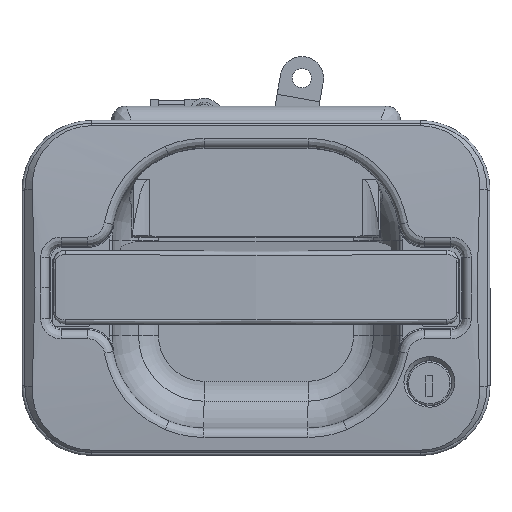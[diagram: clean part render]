
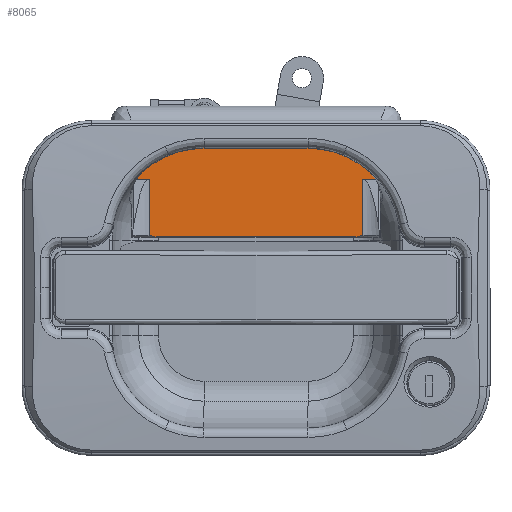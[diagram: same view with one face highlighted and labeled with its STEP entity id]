
A CAD part, top view. The second image highlights one B-rep face of the part: STEP entity #8065.
In plain terms, the highlighted planar face has unit normal (0, 0, 1).
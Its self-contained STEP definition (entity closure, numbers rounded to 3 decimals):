
#1085 = VERTEX_POINT ( 'NONE', #12898 ) ;
#1086 = VERTEX_POINT ( 'NONE', #12899 ) ;
#1087 = VERTEX_POINT ( 'NONE', #12900 ) ;
#1088 = VERTEX_POINT ( 'NONE', #12901 ) ;
#1089 = VERTEX_POINT ( 'NONE', #12902 ) ;
#1090 = VERTEX_POINT ( 'NONE', #12903 ) ;
#1091 = VERTEX_POINT ( 'NONE', #12904 ) ;
#1092 = VERTEX_POINT ( 'NONE', #12905 ) ;
#1093 = VERTEX_POINT ( 'NONE', #12906 ) ;
#1094 = VERTEX_POINT ( 'NONE', #12907 ) ;
#1095 = VERTEX_POINT ( 'NONE', #12908 ) ;
#1096 = VERTEX_POINT ( 'NONE', #12909 ) ;
#1097 = VERTEX_POINT ( 'NONE', #12910 ) ;
#1098 = VERTEX_POINT ( 'NONE', #12911 ) ;
#2206 = ORIENTED_EDGE ( 'NONE', *, *, #43019, .T. ) ;
#2209 = ORIENTED_EDGE ( 'NONE', *, *, #43020, .T. ) ;
#2210 = ORIENTED_EDGE ( 'NONE', *, *, #43018, .T. ) ;
#2211 = ORIENTED_EDGE ( 'NONE', *, *, #43021, .T. ) ;
#2212 = ORIENTED_EDGE ( 'NONE', *, *, #43022, .F. ) ;
#2213 = ORIENTED_EDGE ( 'NONE', *, *, #43023, .T. ) ;
#2214 = ORIENTED_EDGE ( 'NONE', *, *, #43024, .T. ) ;
#2215 = ORIENTED_EDGE ( 'NONE', *, *, #43049, .F. ) ;
#2216 = ORIENTED_EDGE ( 'NONE', *, *, #43052, .T. ) ;
#2217 = ORIENTED_EDGE ( 'NONE', *, *, #43051, .F. ) ;
#2218 = ORIENTED_EDGE ( 'NONE', *, *, #43054, .F. ) ;
#2219 = ORIENTED_EDGE ( 'NONE', *, *, #43053, .T. ) ;
#2220 = ORIENTED_EDGE ( 'NONE', *, *, #43055, .T. ) ;
#2221 = ORIENTED_EDGE ( 'NONE', *, *, #43058, .T. ) ;
#6919 = EDGE_LOOP ( 'NONE', ( #2206, #2210, #2209, #2211, #2212, #2213, #2214, #2215, #2216, #2217, #2218, #2219, #2220, #2221 ) ) ;
#8065 = ADVANCED_FACE ( 'NONE', ( #18854 ), #19629, .T. ) ;
#12898 = CARTESIAN_POINT ( 'NONE',  ( -37., 3.6, 1.25 ) ) ;
#12899 = CARTESIAN_POINT ( 'NONE',  ( -37., -15.9, 1.25 ) ) ;
#12900 = CARTESIAN_POINT ( 'NONE',  ( -33.798, -16.4, 1.25 ) ) ;
#12901 = CARTESIAN_POINT ( 'NONE',  ( 33.798, -16.4, 1.25 ) ) ;
#12902 = CARTESIAN_POINT ( 'NONE',  ( 37., -15.9, 1.25 ) ) ;
#12903 = CARTESIAN_POINT ( 'NONE',  ( 37., 3.6, 1.25 ) ) ;
#12904 = CARTESIAN_POINT ( 'NONE',  ( 42.5, 3.6, 1.25 ) ) ;
#12905 = CARTESIAN_POINT ( 'NONE',  ( 43., -1.425, 1.25 ) ) ;
#12906 = CARTESIAN_POINT ( 'NONE',  ( 43., 16.4, 1.25 ) ) ;
#12907 = CARTESIAN_POINT ( 'NONE',  ( 33., 26.4, 1.25 ) ) ;
#12908 = CARTESIAN_POINT ( 'NONE',  ( -33., 26.4, 1.25 ) ) ;
#12909 = CARTESIAN_POINT ( 'NONE',  ( -43., 16.4, 1.25 ) ) ;
#12910 = CARTESIAN_POINT ( 'NONE',  ( -43., -1.425, 1.25 ) ) ;
#12911 = CARTESIAN_POINT ( 'NONE',  ( -42.5, 3.6, 1.25 ) ) ;
#17956 = AXIS2_PLACEMENT_3D ( 'NONE', #19630, #19631, #19632 ) ;
#18854 = FACE_OUTER_BOUND ( 'NONE', #6919, .T. ) ;
#19629 = PLANE ( 'NONE',  #17956 ) ;
#19630 = CARTESIAN_POINT ( 'NONE',  ( 0.013, -82.886, 1.25 ) ) ;
#19631 = DIRECTION ( 'NONE',  ( 0., 0., 1. ) ) ;
#19632 = DIRECTION ( 'NONE',  ( 1., 0., 0. ) ) ;
#38130 = B_SPLINE_CURVE_WITH_KNOTS ( 'NONE', 3,
 ( #39707, #39708, #39709, #39710, #39711, #39712, #39713, #39714 ),
 .UNSPECIFIED., .F., .F.,
 ( 4, 2, 2, 4 ),
 ( 0., 0.002, 0.002, 0.003 ),
 .UNSPECIFIED. ) ;
#38131 = B_SPLINE_CURVE_WITH_KNOTS ( 'NONE', 3,
 ( #39719, #39720, #39721, #39722, #39723, #39724, #39725, #39726 ),
 .UNSPECIFIED., .F., .F.,
 ( 4, 2, 2, 4 ),
 ( 0., 0.001, 0.002, 0.003 ),
 .UNSPECIFIED. ) ;
#38399 = LINE ( 'NONE', #39715, #39902 ) ;
#38400 = LINE ( 'NONE', #39717, #39903 ) ;
#38401 = LINE ( 'NONE', #39727, #39904 ) ;
#38402 = LINE ( 'NONE', #39729, #39905 ) ;
#38418 = LINE ( 'NONE', #39794, #39939 ) ;
#38419 = LINE ( 'NONE', #39799, #39941 ) ;
#38420 = LINE ( 'NONE', #39804, #39943 ) ;
#38423 = LINE ( 'NONE', #39817, #39949 ) ;
#39707 = CARTESIAN_POINT ( 'NONE',  ( -37., -15.9, 1.25 ) ) ;
#39708 = CARTESIAN_POINT ( 'NONE',  ( -36.472, -16.018, 1.25 ) ) ;
#39709 = CARTESIAN_POINT ( 'NONE',  ( -35.944, -16.137, 1.25 ) ) ;
#39710 = CARTESIAN_POINT ( 'NONE',  ( -35.145, -16.278, 1.25 ) ) ;
#39711 = CARTESIAN_POINT ( 'NONE',  ( -34.877, -16.32, 1.25 ) ) ;
#39712 = CARTESIAN_POINT ( 'NONE',  ( -34.339, -16.38, 1.25 ) ) ;
#39713 = CARTESIAN_POINT ( 'NONE',  ( -34.07, -16.4, 1.25 ) ) ;
#39714 = CARTESIAN_POINT ( 'NONE',  ( -33.798, -16.4, 1.25 ) ) ;
#39715 = CARTESIAN_POINT ( 'NONE',  ( -37., 3.6, 1.25 ) ) ;
#39716 = DIRECTION ( 'NONE',  ( 0., -1., 0. ) ) ;
#39717 = CARTESIAN_POINT ( 'NONE',  ( 0.013, -16.4, 1.25 ) ) ;
#39718 = DIRECTION ( 'NONE',  ( 1., 0., 0. ) ) ;
#39719 = CARTESIAN_POINT ( 'NONE',  ( 33.798, -16.4, 1.25 ) ) ;
#39720 = CARTESIAN_POINT ( 'NONE',  ( 34.07, -16.4, 1.25 ) ) ;
#39721 = CARTESIAN_POINT ( 'NONE',  ( 34.339, -16.38, 1.25 ) ) ;
#39722 = CARTESIAN_POINT ( 'NONE',  ( 34.877, -16.32, 1.25 ) ) ;
#39723 = CARTESIAN_POINT ( 'NONE',  ( 35.145, -16.278, 1.25 ) ) ;
#39724 = CARTESIAN_POINT ( 'NONE',  ( 35.944, -16.137, 1.25 ) ) ;
#39725 = CARTESIAN_POINT ( 'NONE',  ( 36.472, -16.018, 1.25 ) ) ;
#39726 = CARTESIAN_POINT ( 'NONE',  ( 37., -15.9, 1.25 ) ) ;
#39727 = CARTESIAN_POINT ( 'NONE',  ( 37., 3.6, 1.25 ) ) ;
#39728 = DIRECTION ( 'NONE',  ( 0., -1., 0. ) ) ;
#39729 = CARTESIAN_POINT ( 'NONE',  ( 37., 3.6, 1.25 ) ) ;
#39730 = DIRECTION ( 'NONE',  ( 1., 0., 0. ) ) ;
#39731 = CARTESIAN_POINT ( 'NONE',  ( 42.5, 3.6, 1.25 ) ) ;
#39732 = CARTESIAN_POINT ( 'NONE',  ( 42.793, 3.6, 1.25 ) ) ;
#39733 = CARTESIAN_POINT ( 'NONE',  ( 43., 1.519, 1.25 ) ) ;
#39734 = CARTESIAN_POINT ( 'NONE',  ( 43., -1.425, 1.25 ) ) ;
#39794 = CARTESIAN_POINT ( 'NONE',  ( 43., -82.886, 1.25 ) ) ;
#39795 = DIRECTION ( 'NONE',  ( 0., -1., 0. ) ) ;
#39799 = CARTESIAN_POINT ( 'NONE',  ( 0.013, 26.4, 1.25 ) ) ;
#39800 = DIRECTION ( 'NONE',  ( 1., 0., 0. ) ) ;
#39801 = CARTESIAN_POINT ( 'NONE',  ( 33., 16.4, 1.25 ) ) ;
#39802 = DIRECTION ( 'NONE',  ( 0., 0., 1. ) ) ;
#39803 = DIRECTION ( 'NONE',  ( 1., 0., 0. ) ) ;
#39804 = CARTESIAN_POINT ( 'NONE',  ( -43., -82.886, 1.25 ) ) ;
#39805 = DIRECTION ( 'NONE',  ( 0., -1., 0. ) ) ;
#39806 = CARTESIAN_POINT ( 'NONE',  ( -33., 16.4, 1.25 ) ) ;
#39807 = DIRECTION ( 'NONE',  ( 0., 0., -1. ) ) ;
#39808 = DIRECTION ( 'NONE',  ( 1., 0., 0. ) ) ;
#39809 = CARTESIAN_POINT ( 'NONE',  ( -43., -1.425, 1.25 ) ) ;
#39810 = CARTESIAN_POINT ( 'NONE',  ( -43., 1.519, 1.25 ) ) ;
#39811 = CARTESIAN_POINT ( 'NONE',  ( -42.793, 3.6, 1.25 ) ) ;
#39812 = CARTESIAN_POINT ( 'NONE',  ( -42.5, 3.6, 1.25 ) ) ;
#39817 = CARTESIAN_POINT ( 'NONE',  ( -37., 3.6, 1.25 ) ) ;
#39818 = DIRECTION ( 'NONE',  ( 1., 0., 0. ) ) ;
#39902 = VECTOR ( 'NONE', #39716, 1000. ) ;
#39903 = VECTOR ( 'NONE', #39718, 1000. ) ;
#39904 = VECTOR ( 'NONE', #39728, 1000. ) ;
#39905 = VECTOR ( 'NONE', #39730, 1000. ) ;
#39931 = CIRCLE ( 'NONE', #39942, 10. ) ;
#39935 = CIRCLE ( 'NONE', #39944, 10. ) ;
#39939 = VECTOR ( 'NONE', #39795, 1000. ) ;
#39941 = VECTOR ( 'NONE', #39800, 1000. ) ;
#39942 = AXIS2_PLACEMENT_3D ( 'NONE', #39801, #39802, #39803 ) ;
#39943 = VECTOR ( 'NONE', #39805, 1000. ) ;
#39944 = AXIS2_PLACEMENT_3D ( 'NONE', #39806, #39807, #39808 ) ;
#39949 = VECTOR ( 'NONE', #39818, 1000. ) ;
#41919 =( BOUNDED_CURVE ( )  B_SPLINE_CURVE ( 3, ( #39731, #39732, #39733, #39734 ),
 .UNSPECIFIED., .F., .T. ) 
 B_SPLINE_CURVE_WITH_KNOTS ( ( 4, 4 ),
 ( 3.142, 4.712 ),
 .UNSPECIFIED. ) 
 CURVE ( )  GEOMETRIC_REPRESENTATION_ITEM ( )  RATIONAL_B_SPLINE_CURVE ( ( 1., 0.805, 0.805, 1. ) ) 
 REPRESENTATION_ITEM ( '' )  );
#41973 =( BOUNDED_CURVE ( )  B_SPLINE_CURVE ( 3, ( #39809, #39810, #39811, #39812 ),
 .UNSPECIFIED., .F., .T. ) 
 B_SPLINE_CURVE_WITH_KNOTS ( ( 4, 4 ),
 ( 4.712, 6.283 ),
 .UNSPECIFIED. ) 
 CURVE ( )  GEOMETRIC_REPRESENTATION_ITEM ( )  RATIONAL_B_SPLINE_CURVE ( ( 1., 0.805, 0.805, 1. ) ) 
 REPRESENTATION_ITEM ( '' )  );
#43018 = EDGE_CURVE ( 'NONE', #1086, #1087, #38130, .T. ) ;
#43019 = EDGE_CURVE ( 'NONE', #1085, #1086, #38399, .T. ) ;
#43020 = EDGE_CURVE ( 'NONE', #1087, #1088, #38400, .T. ) ;
#43021 = EDGE_CURVE ( 'NONE', #1088, #1089, #38131, .T. ) ;
#43022 = EDGE_CURVE ( 'NONE', #1090, #1089, #38401, .T. ) ;
#43023 = EDGE_CURVE ( 'NONE', #1090, #1091, #38402, .T. ) ;
#43024 = EDGE_CURVE ( 'NONE', #1091, #1092, #41919, .T. ) ;
#43049 = EDGE_CURVE ( 'NONE', #1093, #1092, #38418, .T. ) ;
#43051 = EDGE_CURVE ( 'NONE', #1095, #1094, #38419, .T. ) ;
#43052 = EDGE_CURVE ( 'NONE', #1093, #1094, #39931, .T. ) ;
#43053 = EDGE_CURVE ( 'NONE', #1096, #1097, #38420, .T. ) ;
#43054 = EDGE_CURVE ( 'NONE', #1096, #1095, #39935, .T. ) ;
#43055 = EDGE_CURVE ( 'NONE', #1097, #1098, #41973, .T. ) ;
#43058 = EDGE_CURVE ( 'NONE', #1098, #1085, #38423, .T. ) ;
